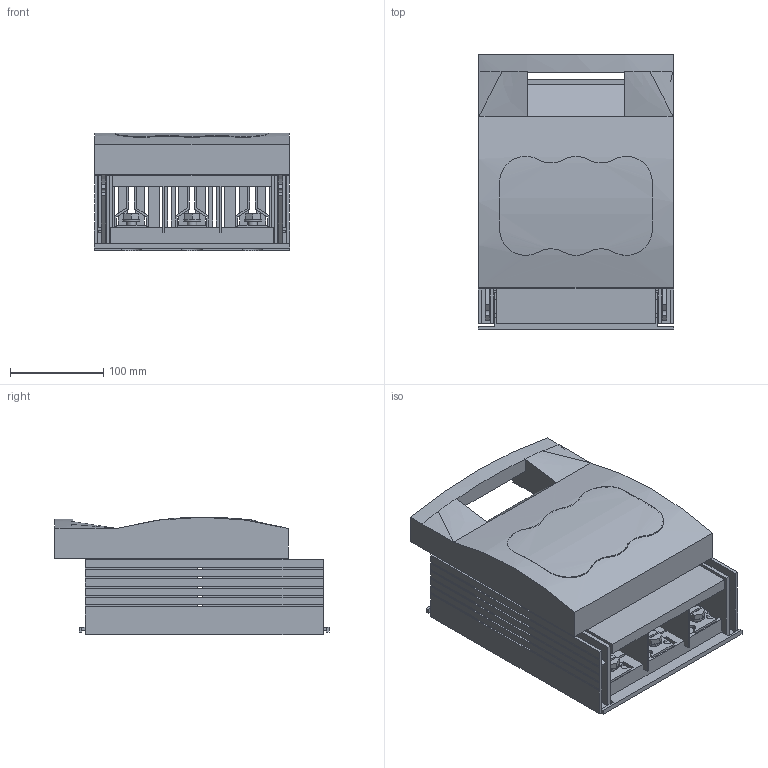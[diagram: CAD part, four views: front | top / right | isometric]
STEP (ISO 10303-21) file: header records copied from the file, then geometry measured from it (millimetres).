
FILE_DESCRIPTION((''),'2;1');
FILE_NAME('33202000.stp','2007-12-23T10:16:48',('Hubert Lenker'),(''),'Autodesk Inventor 10','Autodesk Inventor 10','');
FILE_SCHEMA(('AUTOMOTIVE_DESIGN { 1 0 10303 214 1 1 1 1 }'));
Length unit declared in the file: millimetre
Products named in the file (13): 33202000; 30969000; NH-Kontakt2; 30712000; 79115000; 30860000; 79142000; 79137000; 82177000; 80239000
Assembly tree (25 placements, depth 3):
  33202000
    30969000
      30969000
      NH-Kontakt2  x6
    30712000
    79115000
    30860000
      30860000
      79142000
    79137000  x2
      79137000
      82177000
    80239000  x6
Bounding box: 210 x 294.1 x 125.86 mm (x, y, z)
Volume: 1622606.9 mm3; surface area: 866274.8 mm2
Topology: 27 solids, 27 shells, 1355 faces, 3926 edges, 2524 vertices
Faces by surface type: plane 1180, cylinder 153, bspline 16, cone 6
Full cylindrical faces by diameter (mm): 3 x12, 8.376 x6, 10 x12, 11 x6, 18 x6
Entity records: 32777 total; most frequent: CARTESIAN_POINT 7188, ORIENTED_EDGE 5556, DIRECTION 4794, EDGE_CURVE 2778, VECTOR 2532, LINE 2532, VERTEX_POINT 1794, AXIS2_PLACEMENT_3D 1131
